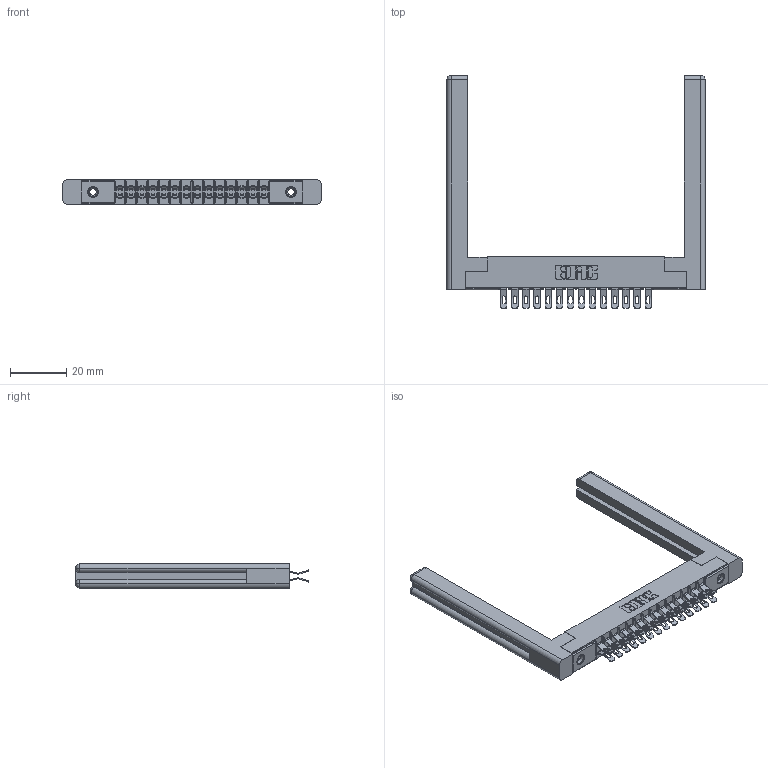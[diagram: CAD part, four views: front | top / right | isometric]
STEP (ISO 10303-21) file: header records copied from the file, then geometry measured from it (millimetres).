
FILE_DESCRIPTION (( 'STEP AP203' ), '1' );
FILE_NAME ('305-028-555-258.STEP', '2019-09-09T15:46:56', ( '' ), ( '' ), 'SwSTEP 2.0', 'SolidWorks 2016', '' );
FILE_SCHEMA (( 'CONFIG_CONTROL_DESIGN' ));
Length unit declared in the file: inch
Products named in the file (5): 305-290-001_555; 305 Part_.156 Dia; 307-220-058; 305-028-555-258; 345-250-001_345-250-001-102
Assembly tree (33 placements, depth 2):
  305-028-555-258
    305 Part_.156 Dia
    305-290-001_555  x28
    345-250-001_345-250-001-102  x2
    307-220-058  x2
Bounding box: 92.1 x 83.06 x 8.71 mm (x, y, z)
Volume: 13590.4 mm3; surface area: 16144.8 mm2
Topology: 33 solids, 33 shells, 2106 faces, 6200 edges, 4044 vertices
Faces by surface type: plane 1048, cylinder 978, sphere 56, cone 12, torus 12
Entity records: 21824 total; most frequent: CARTESIAN_POINT 3645, ORIENTED_EDGE 3546, DIRECTION 3505, EDGE_CURVE 1773, VECTOR 1373, LINE 1373, VERTEX_POINT 1136, AXIS2_PLACEMENT_3D 1066
